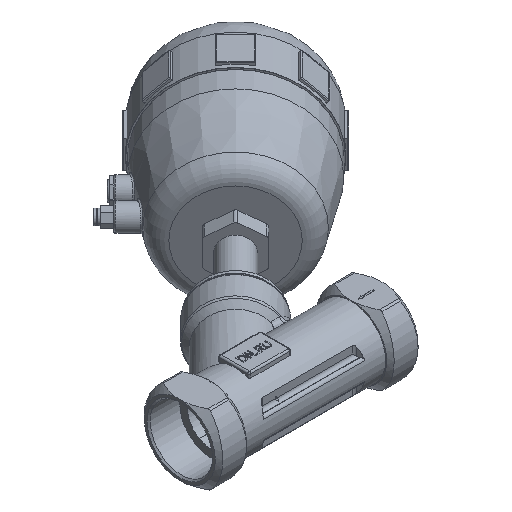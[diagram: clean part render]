
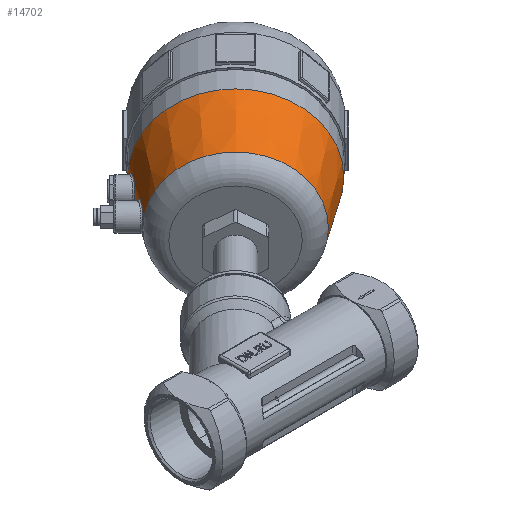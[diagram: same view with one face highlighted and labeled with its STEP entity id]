
A CAD part, isometric view. The second image highlights one B-rep face of the part: STEP entity #14702.
In plain terms, the highlighted conical face has half-angle 10 degrees and reference radius 44.699 mm.
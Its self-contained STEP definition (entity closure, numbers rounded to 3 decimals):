
#95=CONICAL_SURFACE('',#15996,44.699,0.175);
#129=FACE_BOUND('',#4307,.T.);
#130=FACE_BOUND('',#4308,.T.);
#1505=B_SPLINE_CURVE_WITH_KNOTS('',3,(#59152,#59153,#59154,#59155,#59156,
#59157,#59158,#59159,#59160,#59161,#59162,#59163,#59164,#59165,#59166,#59167,
#59168),.UNSPECIFIED.,.T.,.F.,(4,1,1,1,1,1,1,1,1,1,1,1,1,1,4),(-4.564,
-4.238,-3.912,-3.586,-3.26,
-2.934,-2.608,-2.173,-1.956,
-1.521,-1.304,-0.978,-0.652,
-0.326,0.),.UNSPECIFIED.);
#1508=B_SPLINE_CURVE_WITH_KNOTS('',3,(#59201,#59202,#59203,#59204,#59205,
#59206,#59207,#59208,#59209,#59210,#59211,#59212,#59213,#59214,#59215,#59216,
#59217),.UNSPECIFIED.,.T.,.F.,(4,1,1,1,1,1,1,1,1,1,1,1,1,1,4),(-4.565,
-4.239,-3.913,-3.587,-3.261,
-2.935,-2.609,-2.174,-1.956,
-1.522,-1.304,-0.978,-0.652,
-0.326,0.),.UNSPECIFIED.);
#1972=LINE('',#59196,#2466);
#2466=VECTOR('',#18784,44.699);
#3426=FACE_OUTER_BOUND('',#4306,.T.);
#4306=EDGE_LOOP('',(#12633,#12634,#12635,#12636,#12637));
#4307=EDGE_LOOP('',(#12638));
#4308=EDGE_LOOP('',(#12639));
#4949=CIRCLE('',#15910,42.073);
#4993=CIRCLE('',#15997,49.074);
#4994=CIRCLE('',#15998,49.074);
#6314=VERTEX_POINT('',#58719);
#6393=VERTEX_POINT('',#59150);
#6396=VERTEX_POINT('',#59195);
#6397=VERTEX_POINT('',#59197);
#6398=VERTEX_POINT('',#59200);
#8385=EDGE_CURVE('',#6314,#6314,#4949,.T.);
#8498=EDGE_CURVE('',#6393,#6393,#1505,.T.);
#8502=EDGE_CURVE('',#6314,#6396,#1972,.T.);
#8503=EDGE_CURVE('',#6396,#6397,#4993,.T.);
#8504=EDGE_CURVE('',#6397,#6396,#4994,.T.);
#8505=EDGE_CURVE('',#6398,#6398,#1508,.T.);
#12633=ORIENTED_EDGE('',*,*,#8385,.F.);
#12634=ORIENTED_EDGE('',*,*,#8502,.T.);
#12635=ORIENTED_EDGE('',*,*,#8503,.T.);
#12636=ORIENTED_EDGE('',*,*,#8504,.T.);
#12637=ORIENTED_EDGE('',*,*,#8502,.F.);
#12638=ORIENTED_EDGE('',*,*,#8498,.F.);
#12639=ORIENTED_EDGE('',*,*,#8505,.F.);
#14702=ADVANCED_FACE('',(#3426,#129,#130),#95,.T.);
#15910=AXIS2_PLACEMENT_3D('',#58720,#18560,#18561);
#15996=AXIS2_PLACEMENT_3D('',#59194,#18782,#18783);
#15997=AXIS2_PLACEMENT_3D('',#59198,#18785,#18786);
#15998=AXIS2_PLACEMENT_3D('',#59199,#18787,#18788);
#18560=DIRECTION('center_axis',(1.,0.,0.));
#18561=DIRECTION('ref_axis',(0.,0.,1.));
#18782=DIRECTION('center_axis',(-1.,0.,0.));
#18783=DIRECTION('ref_axis',(0.,0.,1.));
#18784=DIRECTION('',(-0.985,0.,-0.174));
#18785=DIRECTION('center_axis',(1.,0.,0.));
#18786=DIRECTION('ref_axis',(0.,0.,1.));
#18787=DIRECTION('center_axis',(1.,0.,0.));
#18788=DIRECTION('ref_axis',(0.,0.,1.));
#58719=CARTESIAN_POINT('',(110.184,0.,-42.073));
#58720=CARTESIAN_POINT('Origin',(110.184,0.,
0.));
#59150=CARTESIAN_POINT('',(83.044,46.149,8.121));
#59152=CARTESIAN_POINT('Ctrl Pts',(83.044,46.149,8.121));
#59153=CARTESIAN_POINT('Ctrl Pts',(84.285,45.975,7.845));
#59154=CARTESIAN_POINT('Ctrl Pts',(86.655,45.748,6.735));
#59155=CARTESIAN_POINT('Ctrl Pts',(89.114,45.684,3.703));
#59156=CARTESIAN_POINT('Ctrl Pts',(89.968,45.693,-0.073));
#59157=CARTESIAN_POINT('Ctrl Pts',(89.047,45.683,-3.837));
#59158=CARTESIAN_POINT('Ctrl Pts',(86.538,45.755,-6.824));
#59159=CARTESIAN_POINT('Ctrl Pts',(82.552,46.146,-8.615));
#59160=CARTESIAN_POINT('Ctrl Pts',(78.628,46.925,-8.243));
#59161=CARTESIAN_POINT('Ctrl Pts',(75.007,47.906,-6.141));
#59162=CARTESIAN_POINT('Ctrl Pts',(73.034,48.561,-3.292));
#59163=CARTESIAN_POINT('Ctrl Pts',(72.478,48.755,0.496));
#59164=CARTESIAN_POINT('Ctrl Pts',(73.302,48.466,3.836));
#59165=CARTESIAN_POINT('Ctrl Pts',(75.753,47.685,6.769));
#59166=CARTESIAN_POINT('Ctrl Pts',(79.213,46.79,8.386));
#59167=CARTESIAN_POINT('Ctrl Pts',(81.803,46.323,8.396));
#59168=CARTESIAN_POINT('Ctrl Pts',(83.044,46.149,8.121));
#59194=CARTESIAN_POINT('Origin',(95.288,0.,0.));
#59195=CARTESIAN_POINT('',(70.476,0.,-49.074));
#59196=CARTESIAN_POINT('',(95.288,0.,-44.699));
#59197=CARTESIAN_POINT('',(70.476,0.,49.074));
#59198=CARTESIAN_POINT('Origin',(70.476,0.,0.));
#59199=CARTESIAN_POINT('Origin',(70.476,0.,0.));
#59200=CARTESIAN_POINT('',(102.898,42.575,8.201));
#59201=CARTESIAN_POINT('Ctrl Pts',(102.898,42.575,8.201));
#59202=CARTESIAN_POINT('Ctrl Pts',(104.152,42.388,7.999));
#59203=CARTESIAN_POINT('Ctrl Pts',(106.584,42.142,7.03));
#59204=CARTESIAN_POINT('Ctrl Pts',(109.225,42.084,4.151));
#59205=CARTESIAN_POINT('Ctrl Pts',(110.306,42.109,0.436));
#59206=CARTESIAN_POINT('Ctrl Pts',(109.613,42.089,-3.369));
#59207=CARTESIAN_POINT('Ctrl Pts',(107.288,42.11,-6.491));
#59208=CARTESIAN_POINT('Ctrl Pts',(103.409,42.423,-8.51));
#59209=CARTESIAN_POINT('Ctrl Pts',(99.458,43.167,-8.358));
#59210=CARTESIAN_POINT('Ctrl Pts',(95.726,44.173,-6.465));
#59211=CARTESIAN_POINT('Ctrl Pts',(93.596,44.892,-3.749));
#59212=CARTESIAN_POINT('Ctrl Pts',(92.812,45.175,-0.011));
#59213=CARTESIAN_POINT('Ctrl Pts',(93.434,44.947,3.374));
#59214=CARTESIAN_POINT('Ctrl Pts',(95.712,44.182,6.44));
#59215=CARTESIAN_POINT('Ctrl Pts',(99.064,43.259,8.245));
#59216=CARTESIAN_POINT('Ctrl Pts',(101.644,42.761,8.404));
#59217=CARTESIAN_POINT('Ctrl Pts',(102.898,42.575,8.201));
